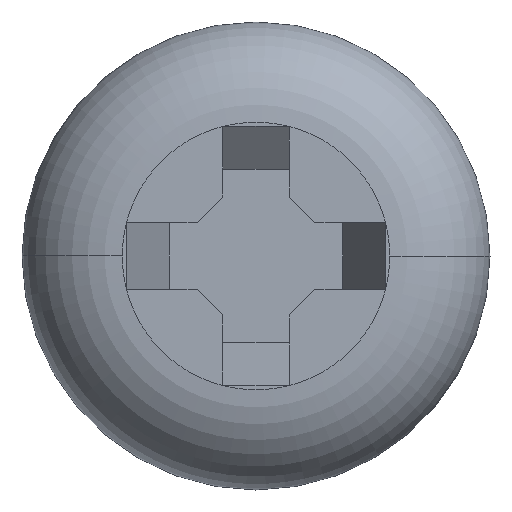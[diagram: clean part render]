
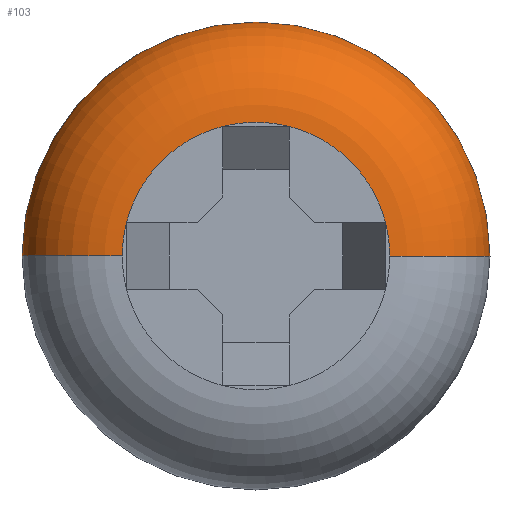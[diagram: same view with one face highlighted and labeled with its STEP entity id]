
A CAD part, left-side view. The second image highlights one B-rep face of the part: STEP entity #103.
In plain terms, the highlighted toroidal (fillet/blend) face has major radius 1.6 mm and minor radius 1.2 mm.
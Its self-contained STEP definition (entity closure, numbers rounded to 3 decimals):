
#50 = VERTEX_POINT ( 'NONE', #677 ) ;
#52 = CARTESIAN_POINT ( 'NONE',  ( 0., -1.6, 0. ) ) ;
#55 = DIRECTION ( 'NONE',  ( -1., 0., 0. ) ) ;
#89 = CIRCLE ( 'NONE', #334, 2.8 ) ;
#98 = CIRCLE ( 'NONE', #773, 1.6 ) ;
#103 = ADVANCED_FACE ( 'NONE', ( #279 ), #267, .T. ) ;
#128 = VERTEX_POINT ( 'NONE', #449 ) ;
#146 = CARTESIAN_POINT ( 'NONE',  ( 1.2, -1.6, 0. ) ) ;
#147 = DIRECTION ( 'NONE',  ( -1., 0., 0. ) ) ;
#175 = AXIS2_PLACEMENT_3D ( 'NONE', #909, #416, #1001 ) ;
#242 = CARTESIAN_POINT ( 'NONE',  ( 1.2, 0., 0. ) ) ;
#267 = TOROIDAL_SURFACE ( 'NONE', #1004, 1.6, 1.2 ) ;
#279 = FACE_OUTER_BOUND ( 'NONE', #925, .T. ) ;
#307 = VERTEX_POINT ( 'NONE', #52 ) ;
#320 = DIRECTION ( 'NONE',  ( 0., 0., -1. ) ) ;
#334 = AXIS2_PLACEMENT_3D ( 'NONE', #242, #575, #495 ) ;
#342 = ORIENTED_EDGE ( 'NONE', *, *, #370, .F. ) ;
#351 = DIRECTION ( 'NONE',  ( 0., -1., 0. ) ) ;
#365 = ORIENTED_EDGE ( 'NONE', *, *, #721, .T. ) ;
#370 = EDGE_CURVE ( 'NONE', #307, #50, #98, .T. ) ;
#394 = EDGE_CURVE ( 'NONE', #1077, #50, #800, .T. ) ;
#408 = CARTESIAN_POINT ( 'NONE',  ( 0., 0., 0. ) ) ;
#416 = DIRECTION ( 'NONE',  ( 0., 0., 1. ) ) ;
#417 = AXIS2_PLACEMENT_3D ( 'NONE', #146, #320, #55 ) ;
#449 = CARTESIAN_POINT ( 'NONE',  ( 1.2, -2.8, 0. ) ) ;
#495 = DIRECTION ( 'NONE',  ( 0., -1., 0. ) ) ;
#518 = CARTESIAN_POINT ( 'NONE',  ( 1.2, 0., 0. ) ) ;
#575 = DIRECTION ( 'NONE',  ( -1., 0., 0. ) ) ;
#677 = CARTESIAN_POINT ( 'NONE',  ( 0., 1.6, 0. ) ) ;
#689 = EDGE_CURVE ( 'NONE', #128, #307, #961, .T. ) ;
#721 = EDGE_CURVE ( 'NONE', #128, #1077, #89, .T. ) ;
#773 = AXIS2_PLACEMENT_3D ( 'NONE', #408, #147, #897 ) ;
#781 = ORIENTED_EDGE ( 'NONE', *, *, #689, .F. ) ;
#800 = CIRCLE ( 'NONE', #175, 1.2 ) ;
#875 = ORIENTED_EDGE ( 'NONE', *, *, #394, .T. ) ;
#879 = CARTESIAN_POINT ( 'NONE',  ( 1.2, 2.8, 0. ) ) ;
#897 = DIRECTION ( 'NONE',  ( 0., -1., 0. ) ) ;
#909 = CARTESIAN_POINT ( 'NONE',  ( 1.2, 1.6, 0. ) ) ;
#925 = EDGE_LOOP ( 'NONE', ( #365, #875, #342, #781 ) ) ;
#961 = CIRCLE ( 'NONE', #417, 1.2 ) ;
#1001 = DIRECTION ( 'NONE',  ( 0., -1., 0. ) ) ;
#1004 = AXIS2_PLACEMENT_3D ( 'NONE', #518, #1009, #351 ) ;
#1009 = DIRECTION ( 'NONE',  ( -1., 0., 0. ) ) ;
#1077 = VERTEX_POINT ( 'NONE', #879 ) ;
